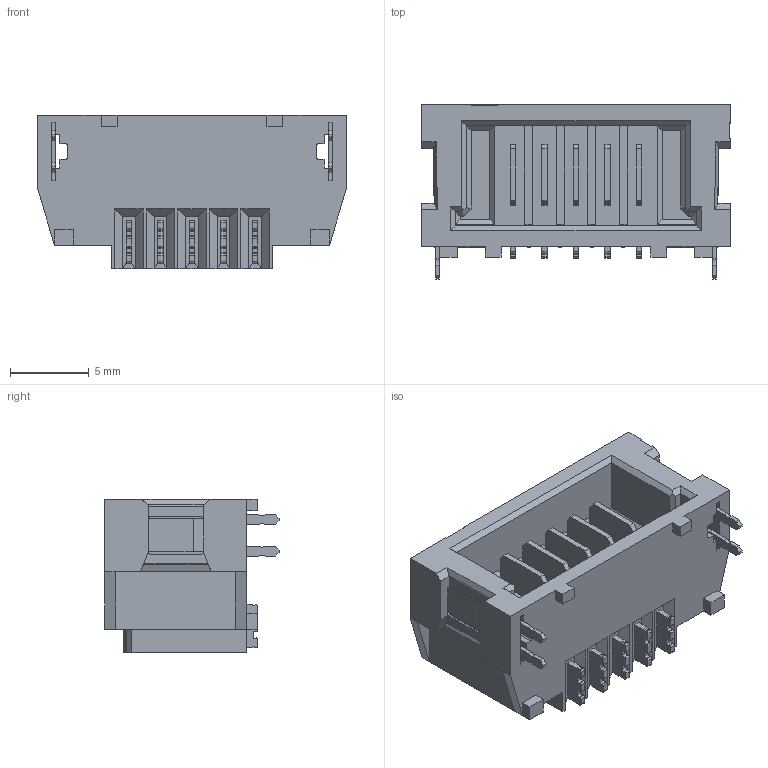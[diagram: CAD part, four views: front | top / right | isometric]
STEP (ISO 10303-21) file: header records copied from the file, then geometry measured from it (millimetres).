
FILE_DESCRIPTION (( 'STEP AP214' ), '1' );
FILE_NAME ('UMPT-05-01-L-RA-WT-M-TR.STEP', '2022-01-07T03:14:05', ( '' ), ( '' ), 'SwSTEP 2.0', 'SolidWorks 2017', '' );
FILE_SCHEMA (( 'AUTOMOTIVE_DESIGN' ));
Length unit declared in the file: millimetre
Products named in the file (1): UMPT-05-01-L-RA-WT-M-TR
Bounding box: 19.6 x 11.05 x 9.75 mm (x, y, z)
Volume: 1125.8 mm3; surface area: 1512.6 mm2
Topology: 13 solids, 13 shells, 598 faces, 1665 edges, 1090 vertices
Faces by surface type: plane 445, cylinder 153
Entity records: 19561 total; most frequent: CARTESIAN_POINT 3426, ORIENTED_EDGE 3330, DIRECTION 3125, EDGE_CURVE 1665, LINE 1355, VECTOR 1355, VERTEX_POINT 1090, AXIS2_PLACEMENT_3D 885
